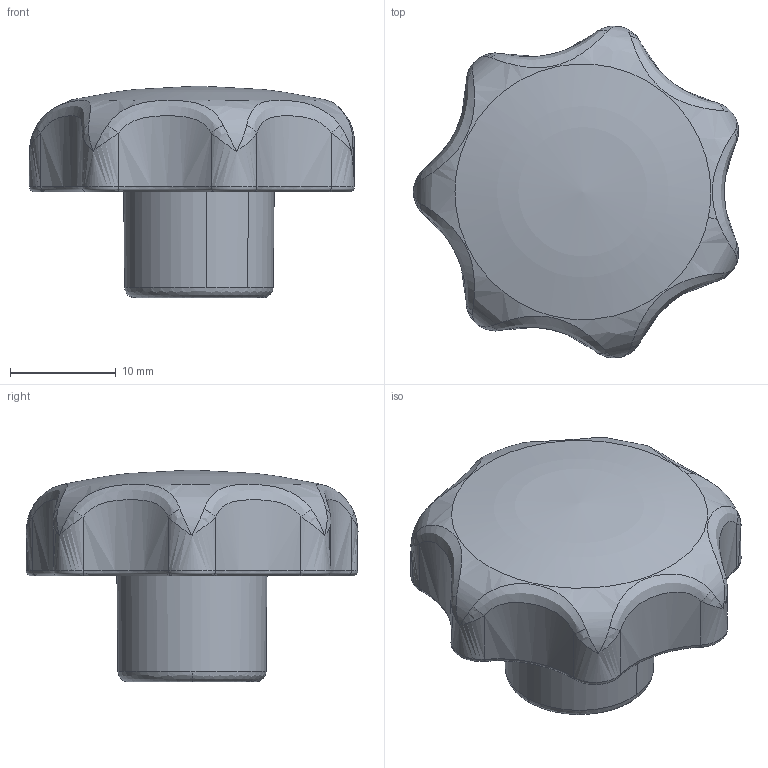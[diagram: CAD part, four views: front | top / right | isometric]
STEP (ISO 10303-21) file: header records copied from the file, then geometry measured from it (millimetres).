
FILE_DESCRIPTION((''),'2;1');
FILE_NAME('','2005-07-15T10:55:55',(''),(''),'','CADfix','');
FILE_SCHEMA(('AUTOMOTIVE_DESIGN'));
Length unit declared in the file: millimetre
Products named in the file (3): screw; knob; KSF_32_M6_8378_36
Assembly tree (2 placements, depth 2):
  KSF_32_M6_8378_36
    screw
    knob
Bounding box: 30.69 x 31.34 x 20 mm (x, y, z)
Volume: 5072.5 mm3; surface area: 4097.3 mm2
Topology: 2 solids, 2 shells, 103 faces, 280 edges, 170 vertices
Faces by surface type: bspline 103
Entity records: 6427 total; most frequent: CARTESIAN_POINT 4942, ORIENTED_EDGE 532, EDGE_CURVE 266, VERTEX_POINT 170, EDGE_LOOP 108, FACE_OUTER_BOUND 103, ADVANCED_FACE 103, B_SPLINE_CURVE_WITH_KNOTS 79
